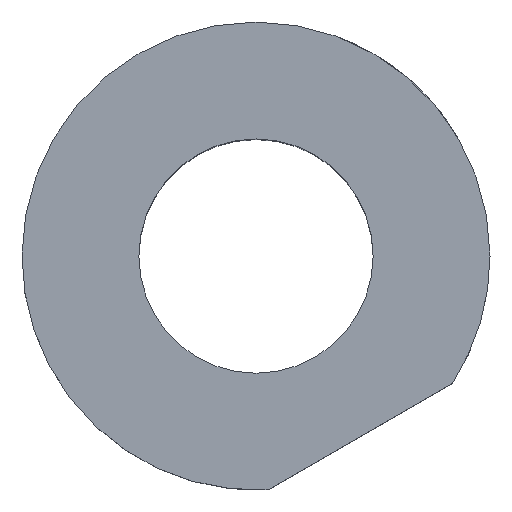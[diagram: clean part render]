
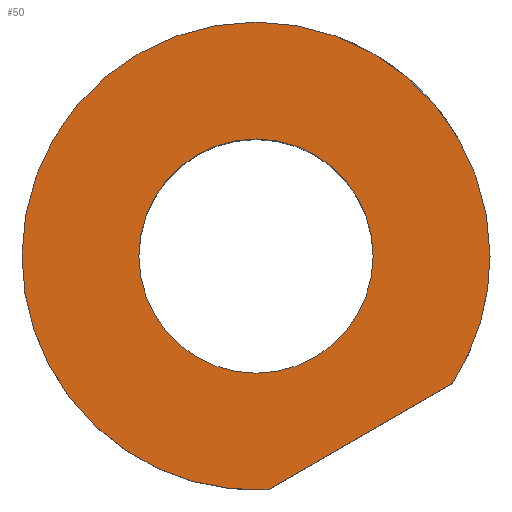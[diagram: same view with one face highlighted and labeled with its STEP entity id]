
A CAD part, top view. The second image highlights one B-rep face of the part: STEP entity #50.
In plain terms, the highlighted planar face has unit normal (0, 0, 1).
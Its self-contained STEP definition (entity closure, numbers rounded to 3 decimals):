
#12 = ORIENTED_EDGE ( 'NONE', *, *, #203, .T. ) ;
#17 = EDGE_CURVE ( 'NONE', #1242, #132, #401, .T. ) ;
#36 = ORIENTED_EDGE ( 'NONE', *, *, #47, .F. ) ;
#47 = EDGE_CURVE ( 'NONE', #1242, #175, #667, .T. ) ;
#50 = ADVANCED_FACE ( 'NONE', ( #720, #721 ), #722, .F. ) ;
#121 = VERTEX_POINT ( 'NONE', #484 ) ;
#123 = EDGE_CURVE ( 'NONE', #1278, #190, #493, .T. ) ;
#132 = VERTEX_POINT ( 'NONE', #551 ) ;
#175 = VERTEX_POINT ( 'NONE', #902 ) ;
#190 = VERTEX_POINT ( 'NONE', #343 ) ;
#197 = EDGE_LOOP ( 'NONE', ( #282, #598 ) ) ;
#203 = EDGE_CURVE ( 'NONE', #121, #175, #441, .T. ) ;
#225 = EDGE_CURVE ( 'NONE', #132, #121, #642, .T. ) ;
#227 = EDGE_CURVE ( 'NONE', #190, #1278, #662, .T. ) ;
#282 = ORIENTED_EDGE ( 'NONE', *, *, #227, .F. ) ;
#343 = CARTESIAN_POINT ( 'NONE',  ( 25.4, 0., 0. ) ) ;
#401 = CIRCLE ( 'NONE', #402, 50.75 ) ;
#402 = AXIS2_PLACEMENT_3D ( 'NONE', #403, #407, #408 ) ;
#403 = CARTESIAN_POINT ( 'NONE',  ( 0., 0., 0. ) ) ;
#407 = DIRECTION ( 'NONE',  ( 0., 0., 1. ) ) ;
#408 = DIRECTION ( 'NONE',  ( 1., 0., 0. ) ) ;
#441 = CIRCLE ( 'NONE', #442, 50.75 ) ;
#442 = AXIS2_PLACEMENT_3D ( 'NONE', #443, #444, #445 ) ;
#443 = CARTESIAN_POINT ( 'NONE',  ( 0., 0., 0. ) ) ;
#444 = DIRECTION ( 'NONE',  ( 0., 0., 1. ) ) ;
#445 = DIRECTION ( 'NONE',  ( 1., 0., 0. ) ) ;
#484 = CARTESIAN_POINT ( 'NONE',  ( -50.75, 0., 0. ) ) ;
#493 = CIRCLE ( 'NONE', #494, 25.4 ) ;
#494 = AXIS2_PLACEMENT_3D ( 'NONE', #495, #496, #497 ) ;
#495 = CARTESIAN_POINT ( 'NONE',  ( 0., 0., 0. ) ) ;
#496 = DIRECTION ( 'NONE',  ( 0., 0., 1. ) ) ;
#497 = DIRECTION ( 'NONE',  ( 1., 0., 0. ) ) ;
#551 = CARTESIAN_POINT ( 'NONE',  ( 50.75, 0., 0. ) ) ;
#598 = ORIENTED_EDGE ( 'NONE', *, *, #123, .F. ) ;
#642 = CIRCLE ( 'NONE', #643, 50.75 ) ;
#643 = AXIS2_PLACEMENT_3D ( 'NONE', #644, #645, #646 ) ;
#644 = CARTESIAN_POINT ( 'NONE',  ( 0., 0., 0. ) ) ;
#645 = DIRECTION ( 'NONE',  ( 0., 0., 1. ) ) ;
#646 = DIRECTION ( 'NONE',  ( 1., 0., 0. ) ) ;
#662 = CIRCLE ( 'NONE', #663, 25.4 ) ;
#663 = AXIS2_PLACEMENT_3D ( 'NONE', #664, #665, #666 ) ;
#664 = CARTESIAN_POINT ( 'NONE',  ( 0., 0., 0. ) ) ;
#665 = DIRECTION ( 'NONE',  ( 0., 0., 1. ) ) ;
#666 = DIRECTION ( 'NONE',  ( 1., 0., 0. ) ) ;
#667 = LINE ( 'NONE', #668, #669 ) ;
#668 = CARTESIAN_POINT ( 'NONE',  ( 2.615, -50.683, 0. ) ) ;
#669 = VECTOR ( 'NONE', #670, 1000. ) ;
#670 = DIRECTION ( 'NONE',  ( -0.866, -0.5, 0. ) ) ;
#720 = FACE_BOUND ( 'NONE', #197, .T. ) ;
#721 = FACE_OUTER_BOUND ( 'NONE', #1261, .T. ) ;
#722 = PLANE ( 'NONE',  #723 ) ;
#723 = AXIS2_PLACEMENT_3D ( 'NONE', #724, #725, #726 ) ;
#724 = CARTESIAN_POINT ( 'NONE',  ( 0., 50.75, 0. ) ) ;
#725 = DIRECTION ( 'NONE',  ( 0., 0., -1. ) ) ;
#726 = DIRECTION ( 'NONE',  ( -1., 0., 0. ) ) ;
#861 = CARTESIAN_POINT ( 'NONE',  ( 42.585, -27.606, 0. ) ) ;
#878 = CARTESIAN_POINT ( 'NONE',  ( -25.4, 0., 0. ) ) ;
#902 = CARTESIAN_POINT ( 'NONE',  ( 2.615, -50.683, 0. ) ) ;
#984 = ORIENTED_EDGE ( 'NONE', *, *, #17, .T. ) ;
#1242 = VERTEX_POINT ( 'NONE', #861 ) ;
#1261 = EDGE_LOOP ( 'NONE', ( #984, #1300, #12, #36 ) ) ;
#1278 = VERTEX_POINT ( 'NONE', #878 ) ;
#1300 = ORIENTED_EDGE ( 'NONE', *, *, #225, .T. ) ;
